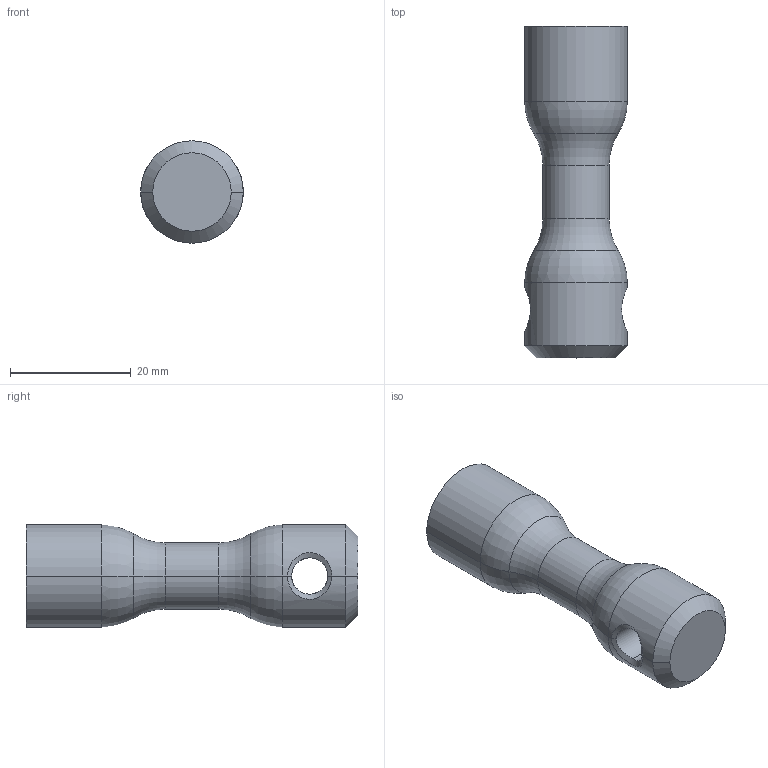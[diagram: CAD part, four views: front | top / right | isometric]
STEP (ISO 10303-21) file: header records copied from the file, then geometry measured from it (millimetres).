
FILE_DESCRIPTION (( 'STEP AP214' ), '1' );
FILE_NAME ('raccord maitre cylindre 55mm.STEP', '2019-05-07T07:20:21', ( '' ), ( '' ), 'SwSTEP 2.0', 'SolidWorks 2017', '' );
FILE_SCHEMA (( 'AUTOMOTIVE_DESIGN' ));
Length unit declared in the file: millimetre
Products named in the file (1): raccord maitre cylindre 55mm
Bounding box: 17 x 55 x 17 mm (x, y, z)
Volume: 8374.8 mm3; surface area: 3979.9 mm2
Topology: 1 solids, 1 shells, 67 faces, 180 edges, 112 vertices
Faces by surface type: cylinder 40, bspline 10, torus 8, cone 7, plane 2
Entity records: 8582 total; most frequent: CARTESIAN_POINT 7155, ORIENTED_EDGE 356, DIRECTION 226, EDGE_CURVE 178, VERTEX_POINT 112, AXIS2_PLACEMENT_3D 89, EDGE_LOOP 68, FACE_OUTER_BOUND 67
